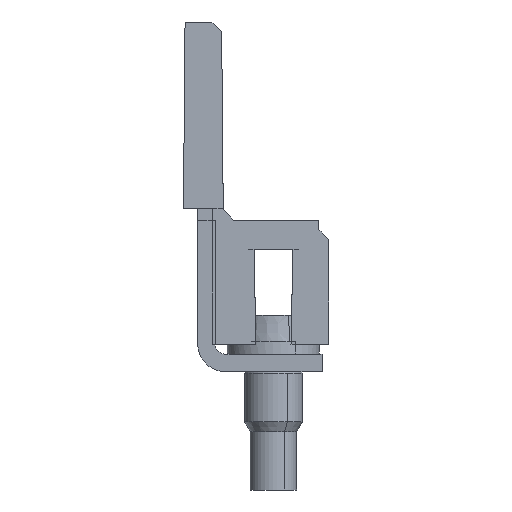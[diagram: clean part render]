
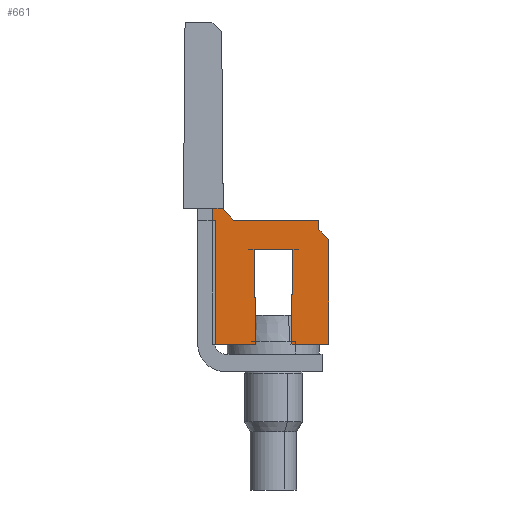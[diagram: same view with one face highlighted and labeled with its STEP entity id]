
A CAD part, left-side view. The second image highlights one B-rep face of the part: STEP entity #661.
In plain terms, the highlighted planar face has unit normal (-1, 0, 0.009).
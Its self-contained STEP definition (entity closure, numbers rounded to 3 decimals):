
#570=AXIS2_PLACEMENT_3D('Plane Axis2P3D',#567,#568,#569) ;
#37=CARTESIAN_POINT('Line Origine',(0.196,5.16,14.165)) ;
#41=CARTESIAN_POINT('Vertex',(0.198,5.425,14.429)) ;
#43=CARTESIAN_POINT('Vertex',(0.193,4.895,13.9)) ;
#342=CARTESIAN_POINT('Vertex',(0.198,5.425,14.5)) ;
#345=CARTESIAN_POINT('Line Origine',(0.198,5.425,14.465)) ;
#530=CARTESIAN_POINT('Line Origine',(0.193,2.698,13.9)) ;
#534=CARTESIAN_POINT('Vertex',(0.193,0.5,13.9)) ;
#567=CARTESIAN_POINT('Axis2P3D Location',(0.138,0.,7.5)) ;
#572=CARTESIAN_POINT('Line Origine',(0.138,0.968,7.5)) ;
#576=CARTESIAN_POINT('Vertex',(0.138,0.,7.5)) ;
#578=CARTESIAN_POINT('Vertex',(0.138,1.935,7.5)) ;
#581=CARTESIAN_POINT('Line Origine',(0.161,0.,10.2)) ;
#585=CARTESIAN_POINT('Vertex',(0.185,0.,12.9)) ;
#588=CARTESIAN_POINT('Line Origine',(0.187,0.25,13.15)) ;
#592=CARTESIAN_POINT('Vertex',(0.189,0.5,13.4)) ;
#595=CARTESIAN_POINT('Line Origine',(0.191,0.5,13.65)) ;
#600=CARTESIAN_POINT('Line Origine',(0.199,5.694,14.5)) ;
#604=CARTESIAN_POINT('Vertex',(0.198,5.963,14.5)) ;
#607=CARTESIAN_POINT('Line Origine',(0.168,5.963,11.)) ;
#611=CARTESIAN_POINT('Vertex',(0.138,5.963,7.5)) ;
#614=CARTESIAN_POINT('Line Origine',(0.138,4.851,7.5)) ;
#618=CARTESIAN_POINT('Vertex',(0.138,3.74,7.5)) ;
#622=CARTESIAN_POINT('Control Point',(0.138,3.74,7.5)) ;
#623=CARTESIAN_POINT('Control Point',(0.146,3.761,8.48)) ;
#624=CARTESIAN_POINT('Control Point',(0.155,3.781,9.46)) ;
#625=CARTESIAN_POINT('Control Point',(0.163,3.801,10.44)) ;
#626=CARTESIAN_POINT('Control Point',(0.172,3.82,11.42)) ;
#627=CARTESIAN_POINT('Control Point',(0.18,3.839,12.4)) ;
#628=CARTESIAN_POINT('Vertex',(0.18,3.839,12.4)) ;
#631=CARTESIAN_POINT('Line Origine',(0.18,2.838,12.4)) ;
#635=CARTESIAN_POINT('Vertex',(0.18,1.836,12.4)) ;
#639=CARTESIAN_POINT('Control Point',(0.138,1.935,7.5)) ;
#640=CARTESIAN_POINT('Control Point',(0.146,1.914,8.48)) ;
#641=CARTESIAN_POINT('Control Point',(0.155,1.894,9.46)) ;
#642=CARTESIAN_POINT('Control Point',(0.163,1.874,10.44)) ;
#643=CARTESIAN_POINT('Control Point',(0.172,1.855,11.42)) ;
#644=CARTESIAN_POINT('Control Point',(0.18,1.836,12.4)) ;
#38=DIRECTION('Vector Direction',(-0.006,-0.707,-0.707)) ;
#346=DIRECTION('Vector Direction',(-0.009,-0.009,-1.)) ;
#531=DIRECTION('Vector Direction',(0.,-1.,0.)) ;
#568=DIRECTION('Axis2P3D Direction',(-1.,0.,0.009)) ;
#569=DIRECTION('Axis2P3D XDirection',(0.009,0.,1.)) ;
#573=DIRECTION('Vector Direction',(0.,1.,0.)) ;
#582=DIRECTION('Vector Direction',(0.009,0.,1.)) ;
#589=DIRECTION('Vector Direction',(-0.006,-0.707,-0.707)) ;
#596=DIRECTION('Vector Direction',(-0.009,0.,-1.)) ;
#601=DIRECTION('Vector Direction',(0.,1.,0.)) ;
#608=DIRECTION('Vector Direction',(0.009,0.,1.)) ;
#615=DIRECTION('Vector Direction',(0.,1.,0.)) ;
#632=DIRECTION('Vector Direction',(0.,1.,0.)) ;
#39=VECTOR('Line Direction',#38,1.) ;
#347=VECTOR('Line Direction',#346,1.) ;
#532=VECTOR('Line Direction',#531,1.) ;
#574=VECTOR('Line Direction',#573,1.) ;
#583=VECTOR('Line Direction',#582,1.) ;
#590=VECTOR('Line Direction',#589,1.) ;
#597=VECTOR('Line Direction',#596,1.) ;
#602=VECTOR('Line Direction',#601,1.) ;
#609=VECTOR('Line Direction',#608,1.) ;
#616=VECTOR('Line Direction',#615,1.) ;
#633=VECTOR('Line Direction',#632,1.) ;
#647=ORIENTED_EDGE('',*,*,#580,.F.) ;
#648=ORIENTED_EDGE('',*,*,#587,.T.) ;
#649=ORIENTED_EDGE('',*,*,#594,.F.) ;
#650=ORIENTED_EDGE('',*,*,#599,.F.) ;
#651=ORIENTED_EDGE('',*,*,#536,.F.) ;
#652=ORIENTED_EDGE('',*,*,#45,.F.) ;
#653=ORIENTED_EDGE('',*,*,#349,.F.) ;
#654=ORIENTED_EDGE('',*,*,#606,.T.) ;
#655=ORIENTED_EDGE('',*,*,#613,.F.) ;
#656=ORIENTED_EDGE('',*,*,#620,.F.) ;
#657=ORIENTED_EDGE('',*,*,#630,.T.) ;
#658=ORIENTED_EDGE('',*,*,#637,.F.) ;
#659=ORIENTED_EDGE('',*,*,#645,.F.) ;
#661=ADVANCED_FACE('KU_WQV4/7',(#660),#571,.T.) ;
#621=B_SPLINE_CURVE_WITH_KNOTS('',5,(#622,#623,#624,#625,#626,#627),.UNSPECIFIED.,.F.,.U.,(6,6),(0.,6.931),.UNSPECIFIED.) ;
#638=B_SPLINE_CURVE_WITH_KNOTS('',5,(#639,#640,#641,#642,#643,#644),.UNSPECIFIED.,.F.,.U.,(6,6),(0.,6.931),.UNSPECIFIED.) ;
#45=EDGE_CURVE('',#42,#44,#40,.T.) ;
#349=EDGE_CURVE('',#343,#42,#348,.T.) ;
#536=EDGE_CURVE('',#44,#535,#533,.T.) ;
#580=EDGE_CURVE('',#577,#579,#575,.T.) ;
#587=EDGE_CURVE('',#577,#586,#584,.T.) ;
#594=EDGE_CURVE('',#593,#586,#591,.T.) ;
#599=EDGE_CURVE('',#535,#593,#598,.T.) ;
#606=EDGE_CURVE('',#343,#605,#603,.T.) ;
#613=EDGE_CURVE('',#612,#605,#610,.T.) ;
#620=EDGE_CURVE('',#619,#612,#617,.T.) ;
#630=EDGE_CURVE('',#619,#629,#621,.T.) ;
#637=EDGE_CURVE('',#636,#629,#634,.T.) ;
#645=EDGE_CURVE('',#579,#636,#638,.T.) ;
#646=EDGE_LOOP('',(#647,#648,#649,#650,#651,#652,#653,#654,#655,#656,#657,#658,#659)) ;
#660=FACE_OUTER_BOUND('',#646,.T.) ;
#40=LINE('Line',#37,#39) ;
#348=LINE('Line',#345,#347) ;
#533=LINE('Line',#530,#532) ;
#575=LINE('Line',#572,#574) ;
#584=LINE('Line',#581,#583) ;
#591=LINE('Line',#588,#590) ;
#598=LINE('Line',#595,#597) ;
#603=LINE('Line',#600,#602) ;
#610=LINE('Line',#607,#609) ;
#617=LINE('Line',#614,#616) ;
#634=LINE('Line',#631,#633) ;
#571=PLANE('',#570) ;
#42=VERTEX_POINT('',#41) ;
#44=VERTEX_POINT('',#43) ;
#343=VERTEX_POINT('',#342) ;
#535=VERTEX_POINT('',#534) ;
#577=VERTEX_POINT('',#576) ;
#579=VERTEX_POINT('',#578) ;
#586=VERTEX_POINT('',#585) ;
#593=VERTEX_POINT('',#592) ;
#605=VERTEX_POINT('',#604) ;
#612=VERTEX_POINT('',#611) ;
#619=VERTEX_POINT('',#618) ;
#629=VERTEX_POINT('',#628) ;
#636=VERTEX_POINT('',#635) ;
